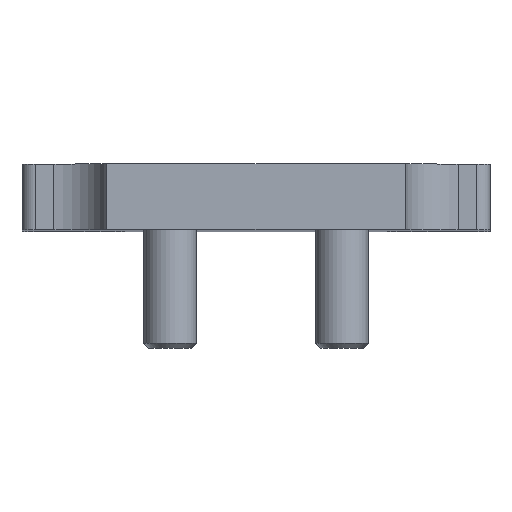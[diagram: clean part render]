
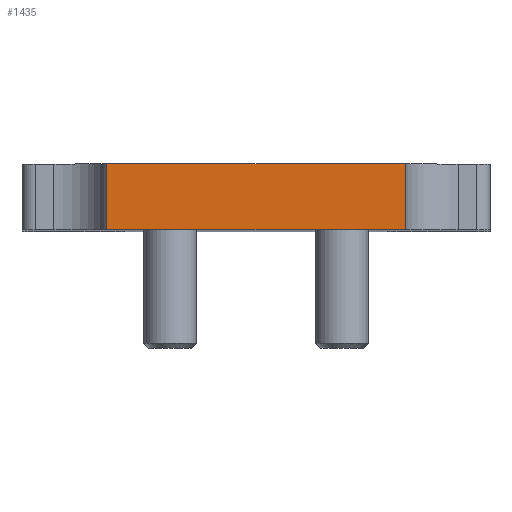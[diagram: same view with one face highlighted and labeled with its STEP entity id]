
A CAD part, top view. The second image highlights one B-rep face of the part: STEP entity #1435.
In plain terms, the highlighted planar face has unit normal (0, 0, 1).
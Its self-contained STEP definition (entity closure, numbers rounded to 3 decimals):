
#223=ORIENTED_EDGE('',*,*,#587,.T.);
#224=ORIENTED_EDGE('',*,*,#588,.F.);
#225=ORIENTED_EDGE('',*,*,#589,.F.);
#226=ORIENTED_EDGE('',*,*,#585,.T.);
#585=EDGE_CURVE('',#766,#765,#902,.T.);
#587=EDGE_CURVE('',#765,#767,#904,.T.);
#588=EDGE_CURVE('',#768,#767,#905,.T.);
#589=EDGE_CURVE('',#766,#768,#906,.T.);
#765=VERTEX_POINT('',#2266);
#766=VERTEX_POINT('',#2268);
#767=VERTEX_POINT('',#2272);
#768=VERTEX_POINT('',#2274);
#902=LINE('',#2267,#982);
#904=LINE('',#2271,#984);
#905=LINE('',#2273,#985);
#906=LINE('',#2275,#986);
#982=VECTOR('',#1784,1000.);
#984=VECTOR('',#1788,1000.);
#985=VECTOR('',#1789,1000.);
#986=VECTOR('',#1790,1000.);
#1057=EDGE_LOOP('',(#223,#224,#225,#226));
#1225=FACE_BOUND('',#1057,.T.);
#1392=PLANE('',#1563);
#1435=ADVANCED_FACE('',(#1225),#1392,.F.);
#1563=AXIS2_PLACEMENT_3D('',#2270,#1786,#1787);
#1784=DIRECTION('',(0.,-1.,0.));
#1786=DIRECTION('',(0.,0.,-1.));
#1787=DIRECTION('',(-1.,0.,0.));
#1788=DIRECTION('',(1.,0.,0.));
#1789=DIRECTION('',(0.,-1.,0.));
#1790=DIRECTION('',(1.,0.,0.));
#2266=CARTESIAN_POINT('',(-22.65,0.,153.));
#2267=CARTESIAN_POINT('',(-22.65,10.,153.));
#2268=CARTESIAN_POINT('',(-22.65,10.,153.));
#2270=CARTESIAN_POINT('',(-22.65,10.,153.));
#2271=CARTESIAN_POINT('',(-22.65,0.,153.));
#2272=CARTESIAN_POINT('',(22.65,0.,153.));
#2273=CARTESIAN_POINT('',(22.65,10.,153.));
#2274=CARTESIAN_POINT('',(22.65,10.,153.));
#2275=CARTESIAN_POINT('',(-22.65,10.,153.));
